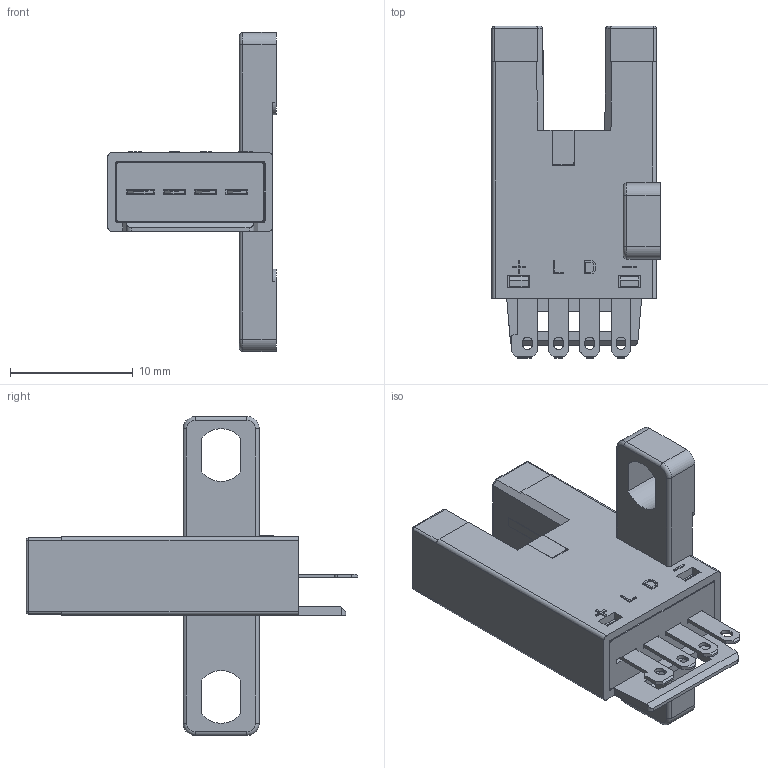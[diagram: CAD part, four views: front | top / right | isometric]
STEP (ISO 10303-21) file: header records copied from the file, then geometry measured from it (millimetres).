
FILE_DESCRIPTION((''),'2;1');
FILE_NAME('GL5_T_CO_ASM','2011-03-29T',('sereneee'),(''),'PRO/ENGINEER BY PARAMETRIC TECHNOLOGY CORPORATION, 2006140','PRO/ENGINEER BY PARAMETRIC TECHNOLOGY CORPORATION, 2006140','');
FILE_SCHEMA(('CONFIG_CONTROL_DESIGN'));
Length unit declared in the file: millimetre
Products named in the file (10): MSBR-9; MSBR-8; MSBR-7; MSBR-6; MSBR-5; MSBR-4; MSBR-3; MSBR-2; MSBR-1; GL5_T_CO_ASM
Assembly tree (9 placements, depth 2):
  GL5_T_CO_ASM
    MSBR-9
    MSBR-8
    MSBR-7
    MSBR-6
    MSBR-5
    MSBR-4
    MSBR-3
    MSBR-2
    MSBR-1
Bounding box: 13.7 x 27.05 x 26 mm (x, y, z)
Volume: 982.9 mm3; surface area: 2671.4 mm2
Topology: 9 solids, 9 shells, 433 faces, 1197 edges, 786 vertices
Faces by surface type: plane 350, cylinder 75, torus 4, sphere 4
Entity records: 13987 total; most frequent: CARTESIAN_POINT 2602, ORIENTED_EDGE 2394, DIRECTION 2191, EDGE_CURVE 1197, VECTOR 1035, LINE 1035, VERTEX_POINT 786, AXIS2_PLACEMENT_3D 578
